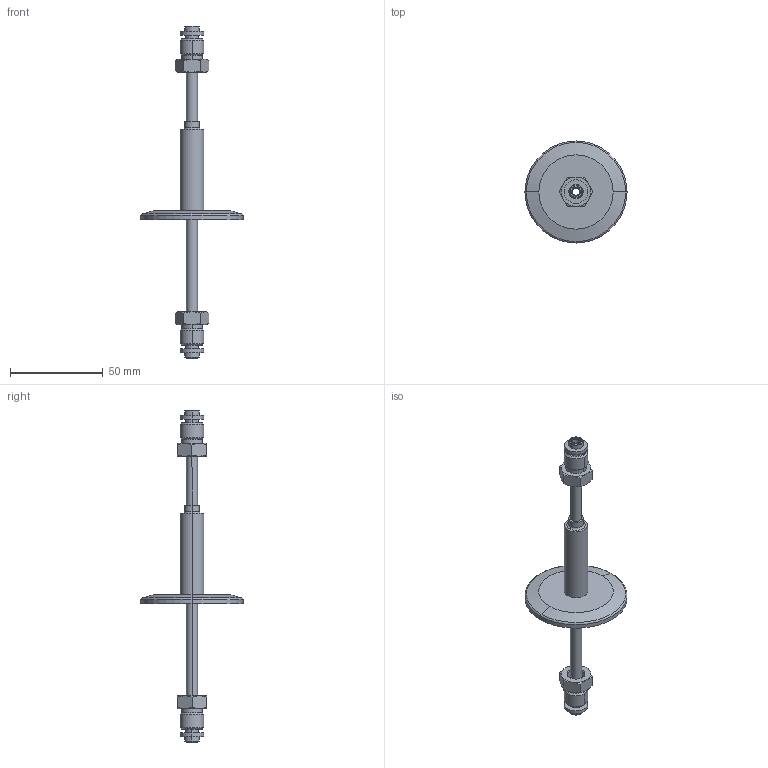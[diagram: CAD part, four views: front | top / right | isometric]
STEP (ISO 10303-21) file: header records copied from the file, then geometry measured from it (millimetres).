
FILE_DESCRIPTION (( 'STEP AP214' ), '1' );
FILE_NAME ('120XFN040-VV.stp', '2017-05-31T13:04:38', ( '' ), ( '' ), 'SwSTEP 2.0', 'SolidWorks 2015', '' );
FILE_SCHEMA (( 'AUTOMOTIVE_DESIGN' ));
Length unit declared in the file: millimetre
Products named in the file (1): 120XFN040-VV
Bounding box: 55 x 55 x 179 mm (x, y, z)
Volume: 17683.3 mm3; surface area: 18464.5 mm2
Topology: 3 solids, 3 shells, 154 faces, 326 edges, 196 vertices
Faces by surface type: cone 58, cylinder 48, plane 36, torus 12
Entity records: 6044 total; most frequent: CARTESIAN_POINT 917, DIRECTION 772, ORIENTED_EDGE 652, AXIS2_PLACEMENT_3D 339, EDGE_CURVE 326, VERTEX_POINT 196, CIRCLE 184, EDGE_LOOP 178
